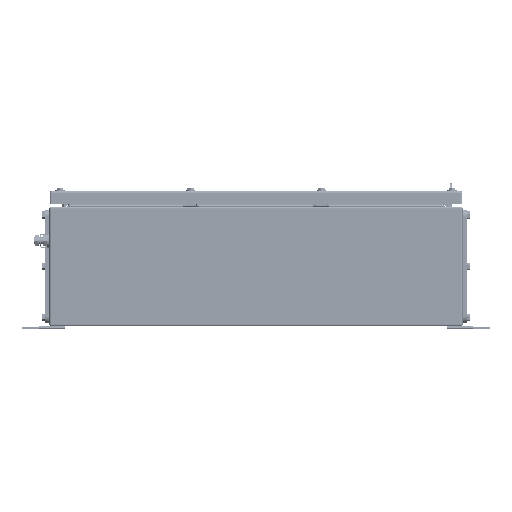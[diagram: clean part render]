
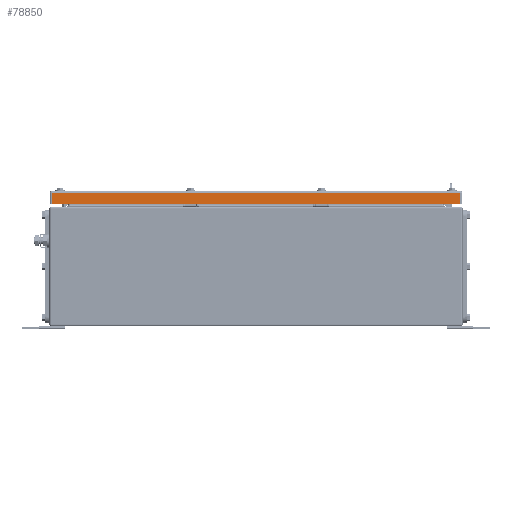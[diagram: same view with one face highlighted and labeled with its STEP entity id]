
A CAD part, front view. The second image highlights one B-rep face of the part: STEP entity #78850.
In plain terms, the highlighted planar face has unit normal (0, -1, 0).
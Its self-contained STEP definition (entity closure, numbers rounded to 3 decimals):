
#78823=AXIS2_PLACEMENT_3D('Plane Axis2P3D',#78820,#78821,#78822) ;
#78593=CARTESIAN_POINT('Vertex',(44.,11.5,200.5)) ;
#78596=CARTESIAN_POINT('Line Origine',(345.5,11.5,200.5)) ;
#78600=CARTESIAN_POINT('Vertex',(647.,11.5,200.5)) ;
#78820=CARTESIAN_POINT('Axis2P3D Location',(650.,11.5,183.5)) ;
#78825=CARTESIAN_POINT('Line Origine',(44.,11.5,192.)) ;
#78829=CARTESIAN_POINT('Vertex',(44.,11.5,183.5)) ;
#78832=CARTESIAN_POINT('Line Origine',(345.5,11.5,183.5)) ;
#78836=CARTESIAN_POINT('Vertex',(647.,11.5,183.5)) ;
#78839=CARTESIAN_POINT('Line Origine',(647.,11.5,192.)) ;
#78597=DIRECTION('Vector Direction',(1.,0.,0.)) ;
#78821=DIRECTION('Axis2P3D Direction',(0.,1.,0.)) ;
#78822=DIRECTION('Axis2P3D XDirection',(-1.,0.,0.)) ;
#78826=DIRECTION('Vector Direction',(0.,0.,1.)) ;
#78833=DIRECTION('Vector Direction',(-1.,0.,0.)) ;
#78840=DIRECTION('Vector Direction',(0.,0.,1.)) ;
#78598=VECTOR('Line Direction',#78597,1.) ;
#78827=VECTOR('Line Direction',#78826,1.) ;
#78834=VECTOR('Line Direction',#78833,1.) ;
#78841=VECTOR('Line Direction',#78840,1.) ;
#78845=ORIENTED_EDGE('',*,*,#78602,.F.) ;
#78846=ORIENTED_EDGE('',*,*,#78831,.F.) ;
#78847=ORIENTED_EDGE('',*,*,#78838,.T.) ;
#78848=ORIENTED_EDGE('',*,*,#78843,.T.) ;
#78850=ADVANCED_FACE('ZUB_KTB_MH_916120_3GP_AllCATPart.2\\ZUB_DE_KTB_MH_910x610.1\\DE_KTB_MH_PART_MASTER.1\\Koerper.2',(#78849),#78824,.F.) ;
#78602=EDGE_CURVE('',#78594,#78601,#78599,.T.) ;
#78831=EDGE_CURVE('',#78830,#78594,#78828,.T.) ;
#78838=EDGE_CURVE('',#78830,#78837,#78835,.F.) ;
#78843=EDGE_CURVE('',#78837,#78601,#78842,.T.) ;
#78844=EDGE_LOOP('',(#78845,#78846,#78847,#78848)) ;
#78849=FACE_OUTER_BOUND('',#78844,.T.) ;
#78599=LINE('Line',#78596,#78598) ;
#78828=LINE('Line',#78825,#78827) ;
#78835=LINE('Line',#78832,#78834) ;
#78842=LINE('Line',#78839,#78841) ;
#78824=PLANE('',#78823) ;
#78594=VERTEX_POINT('',#78593) ;
#78601=VERTEX_POINT('',#78600) ;
#78830=VERTEX_POINT('',#78829) ;
#78837=VERTEX_POINT('',#78836) ;
